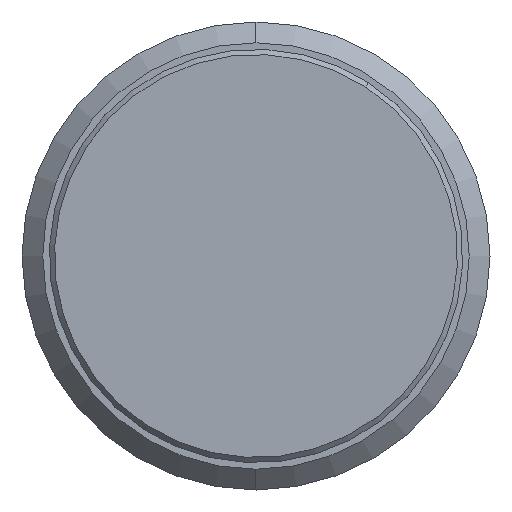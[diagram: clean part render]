
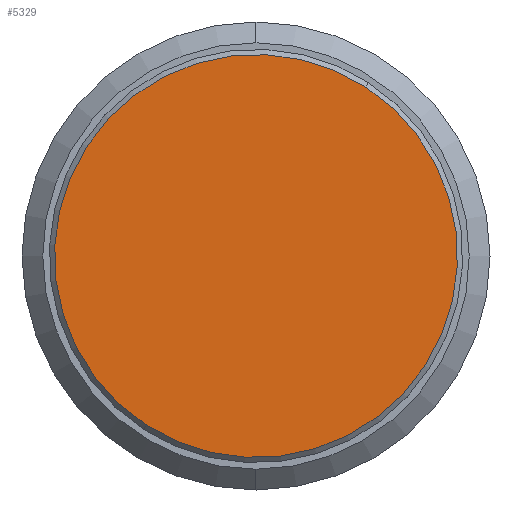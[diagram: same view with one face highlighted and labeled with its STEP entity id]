
A CAD part, left-side view. The second image highlights one B-rep face of the part: STEP entity #5329.
In plain terms, the highlighted planar face has unit normal (-1, 0, 0).
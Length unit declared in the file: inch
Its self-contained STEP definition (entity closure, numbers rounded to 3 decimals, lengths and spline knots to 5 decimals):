
#772 = PLANE ( 'NONE',  #1976 ) ;
#1360 = EDGE_CURVE ( 'NONE', #4954, #2045, #3197, .T. ) ;
#1385 = CARTESIAN_POINT ( 'NONE',  ( -0.31496, 0., 0. ) ) ;
#1976 = AXIS2_PLACEMENT_3D ( 'NONE', #1385, #3791, #2401 ) ;
#2045 = VERTEX_POINT ( 'NONE', #3494 ) ;
#2307 = EDGE_LOOP ( 'NONE', ( #3836, #4357 ) ) ;
#2401 = DIRECTION ( 'NONE',  ( 0., 0.545, -0.838 ) ) ;
#2551 = AXIS2_PLACEMENT_3D ( 'NONE', #3532, #4968, #2971 ) ;
#2670 = EDGE_CURVE ( 'NONE', #2045, #4954, #4849, .T. ) ;
#2971 = DIRECTION ( 'NONE',  ( 0., 0.545, -0.838 ) ) ;
#3115 = DIRECTION ( 'NONE',  ( 0., 0.545, -0.838 ) ) ;
#3197 = CIRCLE ( 'NONE', #2551, 0.30512 ) ;
#3205 = AXIS2_PLACEMENT_3D ( 'NONE', #3568, #5553, #3115 ) ;
#3383 = FACE_OUTER_BOUND ( 'NONE', #2307, .T. ) ;
#3494 = CARTESIAN_POINT ( 'NONE',  ( -0.31496, -0.1663, 0.25581 ) ) ;
#3532 = CARTESIAN_POINT ( 'NONE',  ( -0.31496, 0., 0. ) ) ;
#3568 = CARTESIAN_POINT ( 'NONE',  ( -0.31496, 0., 0. ) ) ;
#3791 = DIRECTION ( 'NONE',  ( 1., 0., 0. ) ) ;
#3836 = ORIENTED_EDGE ( 'NONE', *, *, #1360, .F. ) ;
#4357 = ORIENTED_EDGE ( 'NONE', *, *, #2670, .F. ) ;
#4446 = CARTESIAN_POINT ( 'NONE',  ( -0.31496, 0.1663, -0.25581 ) ) ;
#4849 = CIRCLE ( 'NONE', #3205, 0.30512 ) ;
#4954 = VERTEX_POINT ( 'NONE', #4446 ) ;
#4968 = DIRECTION ( 'NONE',  ( 1., 0., 0. ) ) ;
#5329 = ADVANCED_FACE ( 'NONE', ( #3383 ), #772, .F. ) ;
#5553 = DIRECTION ( 'NONE',  ( 1., 0., 0. ) ) ;
